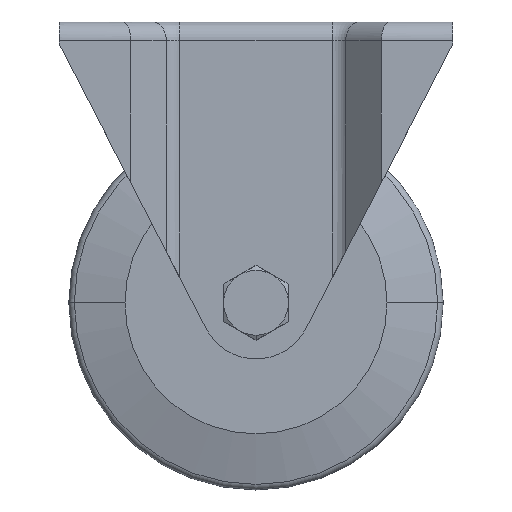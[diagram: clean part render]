
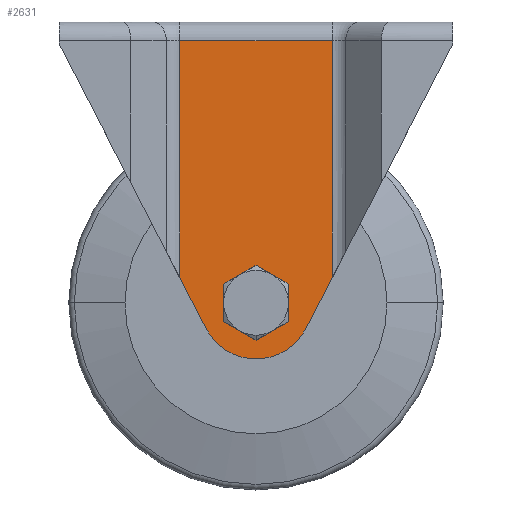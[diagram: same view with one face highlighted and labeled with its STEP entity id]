
A CAD part, front view. The second image highlights one B-rep face of the part: STEP entity #2631.
In plain terms, the highlighted planar face has unit normal (0, -1, 0).
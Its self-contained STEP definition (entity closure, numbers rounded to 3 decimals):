
#42 = LINE ( 'NONE', #1289, #3351 ) ;
#59 = DIRECTION ( 'NONE',  ( 1., 0., 0. ) ) ;
#75 = VERTEX_POINT ( 'NONE', #1008 ) ;
#357 = LINE ( 'NONE', #754, #3718 ) ;
#360 = CARTESIAN_POINT ( 'NONE',  ( -5.852, -31.5, -61.622 ) ) ;
#386 = CARTESIAN_POINT ( 'NONE',  ( 0., -31.5, -85. ) ) ;
#459 = CARTESIAN_POINT ( 'NONE',  ( -8.66, -31.5, -70. ) ) ;
#546 = VERTEX_POINT ( 'NONE', #386 ) ;
#548 = ORIENTED_EDGE ( 'NONE', *, *, #2932, .F. ) ;
#626 = CARTESIAN_POINT ( 'NONE',  ( -13.329, -31.5, -81.881 ) ) ;
#754 = CARTESIAN_POINT ( 'NONE',  ( 17.964, -31.5, -54.629 ) ) ;
#791 = VERTEX_POINT ( 'NONE', #3707 ) ;
#865 = AXIS2_PLACEMENT_3D ( 'NONE', #1101, #1414, #4000 ) ;
#869 = CIRCLE ( 'NONE', #865, 15. ) ;
#919 = VECTOR ( 'NONE', #2592, 1000. ) ;
#961 = PLANE ( 'NONE',  #2769 ) ;
#985 = DIRECTION ( 'NONE',  ( 0.866, 0., -0.5 ) ) ;
#1008 = CARTESIAN_POINT ( 'NONE',  ( 8.66, -31.5, -70. ) ) ;
#1016 = CARTESIAN_POINT ( 'NONE',  ( -25.267, -31.5, -58.754 ) ) ;
#1080 = CARTESIAN_POINT ( 'NONE',  ( 8.66, -31.5, -80. ) ) ;
#1083 = VECTOR ( 'NONE', #1498, 1000. ) ;
#1101 = CARTESIAN_POINT ( 'NONE',  ( 0., -31.5, -75. ) ) ;
#1169 = EDGE_CURVE ( 'NONE', #75, #2114, #3652, .T. ) ;
#1201 = VERTEX_POINT ( 'NONE', #3430 ) ;
#1226 = LINE ( 'NONE', #3528, #3409 ) ;
#1265 = ORIENTED_EDGE ( 'NONE', *, *, #2392, .F. ) ;
#1289 = CARTESIAN_POINT ( 'NONE',  ( -20.429, -31.5, -147.454 ) ) ;
#1301 = CARTESIAN_POINT ( 'NONE',  ( -20.429, -31.5, -5. ) ) ;
#1304 = VERTEX_POINT ( 'NONE', #2477 ) ;
#1307 = CARTESIAN_POINT ( 'NONE',  ( 31.387, -31.5, -66.878 ) ) ;
#1317 = VERTEX_POINT ( 'NONE', #2180 ) ;
#1324 = LINE ( 'NONE', #360, #3807 ) ;
#1393 = EDGE_LOOP ( 'NONE', ( #3175, #4087, #3086, #1533, #1265, #548 ) ) ;
#1414 = DIRECTION ( 'NONE',  ( 0., -1., 0. ) ) ;
#1498 = DIRECTION ( 'NONE',  ( 0., 0., -1. ) ) ;
#1500 = CARTESIAN_POINT ( 'NONE',  ( 20.429, -31.5, -5. ) ) ;
#1533 = ORIENTED_EDGE ( 'NONE', *, *, #3061, .F. ) ;
#1568 = CARTESIAN_POINT ( 'NONE',  ( -9.749, -31.5, -79.371 ) ) ;
#1783 = CARTESIAN_POINT ( 'NONE',  ( 8.66, -31.5, -34.75 ) ) ;
#1805 = VECTOR ( 'NONE', #59, 1000. ) ;
#1940 = DIRECTION ( 'NONE',  ( 0., 0., 1. ) ) ;
#2031 = CARTESIAN_POINT ( 'NONE',  ( -52.598, -31.5, -5. ) ) ;
#2080 = VERTEX_POINT ( 'NONE', #459 ) ;
#2095 = EDGE_CURVE ( 'NONE', #2080, #1317, #357, .T. ) ;
#2114 = VERTEX_POINT ( 'NONE', #1080 ) ;
#2180 = CARTESIAN_POINT ( 'NONE',  ( 0., -31.5, -65. ) ) ;
#2230 = VERTEX_POINT ( 'NONE', #1500 ) ;
#2268 = CARTESIAN_POINT ( 'NONE',  ( 22.5, -31.5, 0. ) ) ;
#2284 = LINE ( 'NONE', #1016, #3959 ) ;
#2324 = VERTEX_POINT ( 'NONE', #1301 ) ;
#2392 = EDGE_CURVE ( 'NONE', #2230, #1201, #3711, .T. ) ;
#2477 = CARTESIAN_POINT ( 'NONE',  ( -20.429, -31.5, -68.127 ) ) ;
#2551 = FACE_BOUND ( 'NONE', #3836, .T. ) ;
#2554 = VECTOR ( 'NONE', #2787, 1000. ) ;
#2592 = DIRECTION ( 'NONE',  ( -0.866, 0., -0.5 ) ) ;
#2625 = ORIENTED_EDGE ( 'NONE', *, *, #2999, .T. ) ;
#2629 = EDGE_CURVE ( 'NONE', #2114, #546, #4211, .T. ) ;
#2631 = ADVANCED_FACE ( 'NONE', ( #3550, #2551 ), #961, .T. ) ;
#2683 = EDGE_CURVE ( 'NONE', #1304, #2324, #42, .T. ) ;
#2709 = DIRECTION ( 'NONE',  ( 0.866, 0., 0.5 ) ) ;
#2715 = ORIENTED_EDGE ( 'NONE', *, *, #2095, .T. ) ;
#2769 = AXIS2_PLACEMENT_3D ( 'NONE', #2268, #4220, #3523 ) ;
#2787 = DIRECTION ( 'NONE',  ( 0., 0., -1. ) ) ;
#2805 = VECTOR ( 'NONE', #1940, 1000. ) ;
#2839 = ORIENTED_EDGE ( 'NONE', *, *, #3543, .T. ) ;
#2900 = CARTESIAN_POINT ( 'NONE',  ( -8.66, -31.5, -40.25 ) ) ;
#2932 = EDGE_CURVE ( 'NONE', #2324, #2230, #2947, .T. ) ;
#2947 = LINE ( 'NONE', #2031, #1805 ) ;
#2989 = VERTEX_POINT ( 'NONE', #626 ) ;
#2999 = EDGE_CURVE ( 'NONE', #4045, #2080, #3456, .T. ) ;
#3045 = LINE ( 'NONE', #1568, #3806 ) ;
#3061 = EDGE_CURVE ( 'NONE', #1201, #791, #1226, .T. ) ;
#3086 = ORIENTED_EDGE ( 'NONE', *, *, #3280, .T. ) ;
#3157 = EDGE_CURVE ( 'NONE', #1317, #75, #1324, .T. ) ;
#3175 = ORIENTED_EDGE ( 'NONE', *, *, #2683, .F. ) ;
#3280 = EDGE_CURVE ( 'NONE', #2989, #791, #869, .T. ) ;
#3351 = VECTOR ( 'NONE', #3905, 1000. ) ;
#3398 = CARTESIAN_POINT ( 'NONE',  ( 20.429, -31.5, 32.242 ) ) ;
#3409 = VECTOR ( 'NONE', #3871, 1000. ) ;
#3430 = CARTESIAN_POINT ( 'NONE',  ( 20.429, -31.5, -68.127 ) ) ;
#3456 = LINE ( 'NONE', #2900, #2805 ) ;
#3523 = DIRECTION ( 'NONE',  ( 1., 0., 0. ) ) ;
#3528 = CARTESIAN_POINT ( 'NONE',  ( 51.546, -31.5, -7.848 ) ) ;
#3543 = EDGE_CURVE ( 'NONE', #546, #4045, #3045, .T. ) ;
#3550 = FACE_OUTER_BOUND ( 'NONE', #1393, .T. ) ;
#3652 = LINE ( 'NONE', #1783, #2554 ) ;
#3707 = CARTESIAN_POINT ( 'NONE',  ( 13.329, -31.5, -81.881 ) ) ;
#3711 = LINE ( 'NONE', #3398, #1083 ) ;
#3718 = VECTOR ( 'NONE', #2709, 1000. ) ;
#3766 = EDGE_CURVE ( 'NONE', #1304, #2989, #2284, .T. ) ;
#3806 = VECTOR ( 'NONE', #3813, 1000. ) ;
#3807 = VECTOR ( 'NONE', #985, 1000. ) ;
#3808 = CARTESIAN_POINT ( 'NONE',  ( -8.66, -31.5, -80. ) ) ;
#3813 = DIRECTION ( 'NONE',  ( -0.866, 0., 0.5 ) ) ;
#3836 = EDGE_LOOP ( 'NONE', ( #3883, #4154, #2839, #2625, #2715, #3875 ) ) ;
#3871 = DIRECTION ( 'NONE',  ( -0.459, 0., -0.889 ) ) ;
#3875 = ORIENTED_EDGE ( 'NONE', *, *, #3157, .T. ) ;
#3883 = ORIENTED_EDGE ( 'NONE', *, *, #1169, .T. ) ;
#3905 = DIRECTION ( 'NONE',  ( 0., 0., 1. ) ) ;
#3959 = VECTOR ( 'NONE', #3968, 1000. ) ;
#3968 = DIRECTION ( 'NONE',  ( 0.459, 0., -0.889 ) ) ;
#4000 = DIRECTION ( 'NONE',  ( 1., 0., 0. ) ) ;
#4045 = VERTEX_POINT ( 'NONE', #3808 ) ;
#4087 = ORIENTED_EDGE ( 'NONE', *, *, #3766, .T. ) ;
#4154 = ORIENTED_EDGE ( 'NONE', *, *, #2629, .T. ) ;
#4211 = LINE ( 'NONE', #1307, #919 ) ;
#4220 = DIRECTION ( 'NONE',  ( 0., -1., 0. ) ) ;
